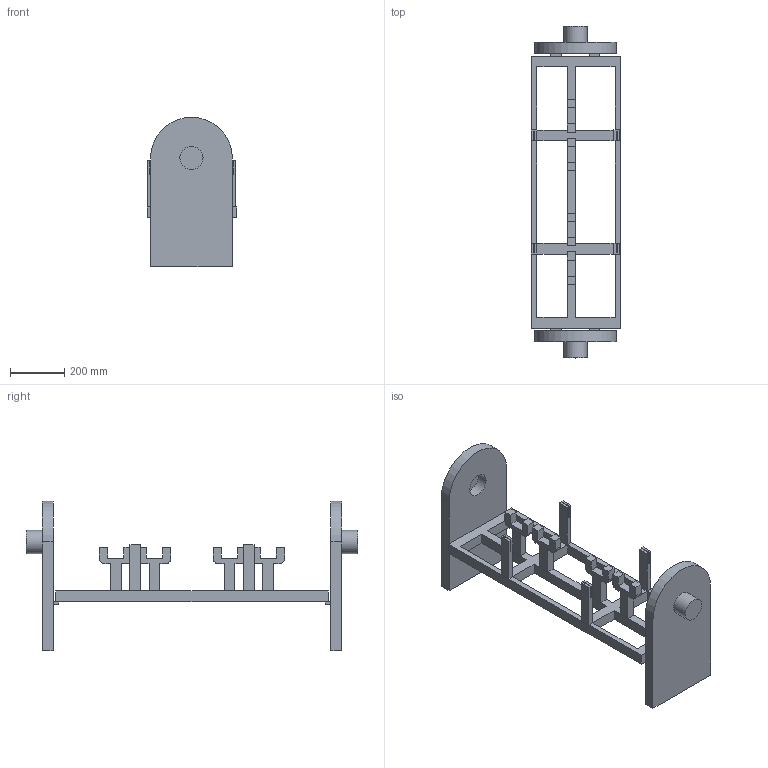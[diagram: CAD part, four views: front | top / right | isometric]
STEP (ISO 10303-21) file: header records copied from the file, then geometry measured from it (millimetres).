
FILE_DESCRIPTION(/* description */ (''),/* implementation_level */ '2;1');
FILE_NAME(/* name */ 'Mesa-EnsambleH.stp',/* time_stamp */ '2022-06-25T15:04:00-05:00',/* author */ ('Johan'),/* organization */ (''),/* preprocessor_version */ 'ST-DEVELOPER v18.1',/* originating_system */ 'Autodesk Inventor 2022',/* authorisation */ '');
FILE_SCHEMA (('AUTOMOTIVE_DESIGN { 1 0 10303 214 3 1 1 }'));
Length unit declared in the file: millimetre
Products named in the file (7): Mesa-EnsambleH; Mesa; Sujetador; Mano_laminaH; Mano_perfRectangular; Mano_laminaH_MIR; Mano_perfRectangular_MIR
Assembly tree (11 placements, depth 2):
  Mesa-EnsambleH
    Mesa
    Sujetador  x2
    Mano_laminaH  x2
    Mano_perfRectangular  x2
    Mano_laminaH_MIR  x2
    Mano_perfRectangular_MIR  x2
Bounding box: 327.2 x 1220 x 550 mm (x, y, z)
Volume: 18686291.7 mm3; surface area: 1579572.2 mm2
Topology: 13 solids, 13 shells, 174 faces, 436 edges, 292 vertices
Faces by surface type: plane 160, cylinder 14
Full cylindrical faces by diameter (mm): 85 x4
Entity records: 3401 total; most frequent: CARTESIAN_POINT 554, ORIENTED_EDGE 520, DIRECTION 516, EDGE_CURVE 260, LINE 244, VECTOR 244, VERTEX_POINT 174, AXIS2_PLACEMENT_3D 136
